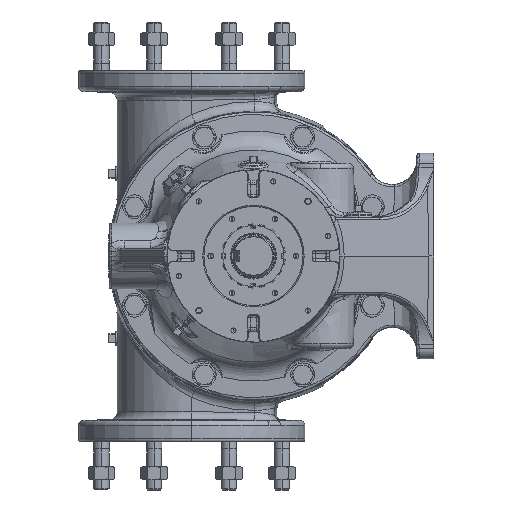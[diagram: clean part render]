
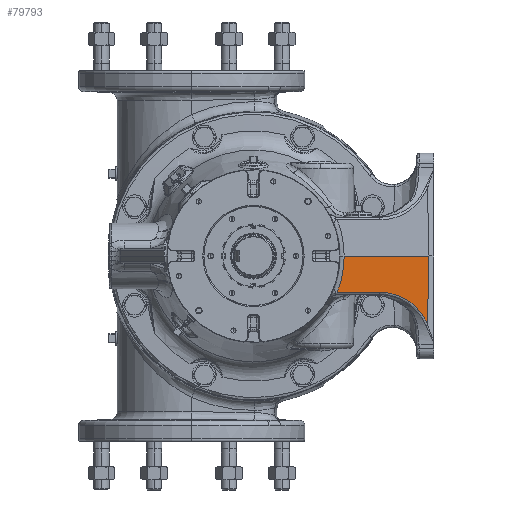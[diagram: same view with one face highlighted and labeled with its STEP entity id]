
A CAD part, left-side view. The second image highlights one B-rep face of the part: STEP entity #79793.
In plain terms, the highlighted planar face has unit normal (-0.707, -0.707, -0.035).
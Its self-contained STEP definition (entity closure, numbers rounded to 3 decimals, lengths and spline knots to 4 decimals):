
#6874 = CARTESIAN_POINT ( 'NONE',  ( -12.8974, -4.4067, -0.6035 ) ) ;
#7770 = CARTESIAN_POINT ( 'NONE',  ( -13.1709, -4.0761, -1.7592 ) ) ;
#20790 = AXIS2_PLACEMENT_3D ( 'NONE', #140725, #96713, #138950 ) ;
#20884 = VECTOR ( 'NONE', #38305, 39.3701 ) ;
#23465 = LINE ( 'NONE', #77479, #132402 ) ;
#23537 = CARTESIAN_POINT ( 'NONE',  ( -8.821, -8.5129, 0. ) ) ;
#23603 = LINE ( 'NONE', #96206, #24282 ) ;
#23977 = EDGE_CURVE ( 'NONE', #93215, #64701, #127021, .T. ) ;
#24282 = VECTOR ( 'NONE', #160326, 39.3701 ) ;
#28293 = CARTESIAN_POINT ( 'NONE',  ( -12.924, -4.4099, 0. ) ) ;
#31386 = CARTESIAN_POINT ( 'NONE',  ( -10.0321, -7.2149, -1.7592 ) ) ;
#32275 = EDGE_CURVE ( 'NONE', #108675, #66966, #95183, .T. ) ;
#36082 = DIRECTION ( 'NONE',  ( 0.707, -0.707, 0. ) ) ;
#37429 = LINE ( 'NONE', #175063, #20884 ) ;
#38271 = CARTESIAN_POINT ( 'NONE',  ( -12.924, -4.4099, 0. ) ) ;
#38305 = DIRECTION ( 'NONE',  ( -0.035, -0.014, 0.999 ) ) ;
#46639 = CARTESIAN_POINT ( 'NONE',  ( -11.1082, -6.1389, -1.7592 ) ) ;
#48412 = CARTESIAN_POINT ( 'NONE',  ( -9.1325, -8.0853, -2.3496 ) ) ;
#50682 = EDGE_CURVE ( 'NONE', #108675, #90490, #23465, .T. ) ;
#56872 = EDGE_CURVE ( 'NONE', #64701, #90490, #37429, .T. ) ;
#63018 = CARTESIAN_POINT ( 'NONE',  ( -13.1709, -4.0761, -1.7592 ) ) ;
#64045 = EDGE_LOOP ( 'NONE', ( #99320, #173205, #153406, #100660, #117565 ) ) ;
#64701 = VERTEX_POINT ( 'NONE', #75174 ) ;
#66966 = VERTEX_POINT ( 'NONE', #63018 ) ;
#72774 = CARTESIAN_POINT ( 'NONE',  ( -8.7044, -8.4647, -3.3368 ) ) ;
#75174 = CARTESIAN_POINT ( 'NONE',  ( -8.7044, -8.4647, -3.3368 ) ) ;
#77479 = CARTESIAN_POINT ( 'NONE',  ( -8.5839, -8.75, 0. ) ) ;
#79793 = ADVANCED_FACE ( 'Defeatured_0_1817', ( #137165 ), #85871, .T. ) ;
#85871 = PLANE ( 'NONE',  #20790 ) ;
#90490 = VERTEX_POINT ( 'NONE', #23537 ) ;
#93215 = VERTEX_POINT ( 'NONE', #171094 ) ;
#95183 =( BOUNDED_CURVE ( )  B_SPLINE_CURVE ( 3, ( #38271, #6874, #173271, #7770 ),
 .UNSPECIFIED., .F., .T. ) 
 B_SPLINE_CURVE_WITH_KNOTS ( ( 4, 4 ),
 ( 3.0975, 3.462 ),
 .UNSPECIFIED. ) 
 CURVE ( )  GEOMETRIC_REPRESENTATION_ITEM ( )  RATIONAL_B_SPLINE_CURVE ( ( 1., 0.989, 0.989, 1. ) ) 
 REPRESENTATION_ITEM ( '' )  );
#96206 = CARTESIAN_POINT ( 'NONE',  ( -8.5404, -8.7066, -1.7592 ) ) ;
#96713 = DIRECTION ( 'NONE',  ( -0.707, -0.707, -0.035 ) ) ;
#99320 = ORIENTED_EDGE ( 'NONE', *, *, #50682, .F. ) ;
#100660 = ORIENTED_EDGE ( 'NONE', *, *, #23977, .T. ) ;
#108675 = VERTEX_POINT ( 'NONE', #28293 ) ;
#117565 = ORIENTED_EDGE ( 'NONE', *, *, #56872, .T. ) ;
#125301 = EDGE_CURVE ( 'NONE', #66966, #93215, #23603, .T. ) ;
#127021 =( BOUNDED_CURVE ( )  B_SPLINE_CURVE ( 3, ( #46639, #31386, #48412, #72774 ),
 .UNSPECIFIED., .F., .T. ) 
 B_SPLINE_CURVE_WITH_KNOTS ( ( 4, 4 ),
 ( 1.6201, 2.7818 ),
 .UNSPECIFIED. ) 
 CURVE ( )  GEOMETRIC_REPRESENTATION_ITEM ( )  RATIONAL_B_SPLINE_CURVE ( ( 1., 0.891, 0.891, 1. ) ) 
 REPRESENTATION_ITEM ( '' )  );
#132402 = VECTOR ( 'NONE', #36082, 39.3701 ) ;
#137165 = FACE_OUTER_BOUND ( 'NONE', #64045, .T. ) ;
#138950 = DIRECTION ( 'NONE',  ( 0.707, -0.707, 0. ) ) ;
#140725 = CARTESIAN_POINT ( 'NONE',  ( -8.5839, -8.75, 0. ) ) ;
#153406 = ORIENTED_EDGE ( 'NONE', *, *, #125301, .T. ) ;
#160326 = DIRECTION ( 'NONE',  ( 0.707, -0.707, 0. ) ) ;
#171094 = CARTESIAN_POINT ( 'NONE',  ( -11.1082, -6.1389, -1.7592 ) ) ;
#173205 = ORIENTED_EDGE ( 'NONE', *, *, #32275, .T. ) ;
#173271 = CARTESIAN_POINT ( 'NONE',  ( -12.9806, -4.2942, -1.1965 ) ) ;
#175063 = CARTESIAN_POINT ( 'NONE',  ( -8.8209, -8.5129, -0.003 ) ) ;
